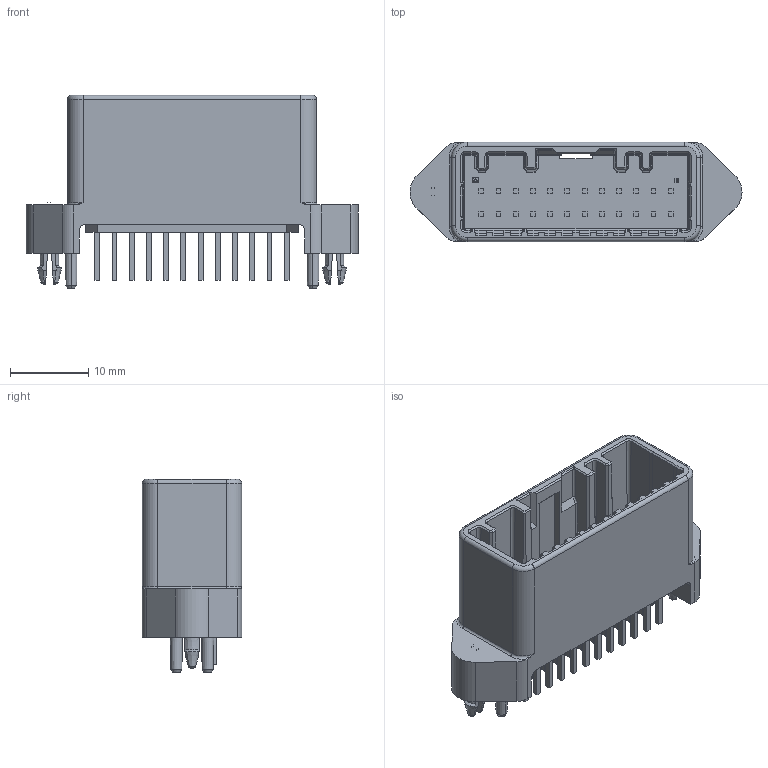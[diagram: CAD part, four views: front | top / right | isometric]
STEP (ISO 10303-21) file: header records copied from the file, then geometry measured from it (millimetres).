
FILE_DESCRIPTION((''),'2;1');
FILE_NAME('C-1802828-1','2023-03-20T11:00:58',('workeradm'),('TE Connectivity Ltd.'),'CREO PARAMETRIC BY PTC INC, 2021072','CREO PARAMETRIC BY PTC INC, 2021072','');
FILE_SCHEMA(('AUTOMOTIVE_DESIGN { 1 0 10303 214 1 1 1 1 }'));
Length unit declared in the file: millimetre
Products named in the file (1): C-1802828-1
Bounding box: 42.4 x 12.7 x 24.7 mm (x, y, z)
Volume: 3544.3 mm3; surface area: 4963 mm2
Topology: 1 solids, 1 shells, 725 faces, 1851 edges, 1190 vertices
Faces by surface type: plane 582, cylinder 71, bspline 34, cone 28, torus 8, sphere 2
Entity records: 23054 total; most frequent: CARTESIAN_POINT 5564, ORIENTED_EDGE 3700, DIRECTION 3269, EDGE_CURVE 1850, VECTOR 1597, LINE 1597, VERTEX_POINT 1188, AXIS2_PLACEMENT_3D 836
